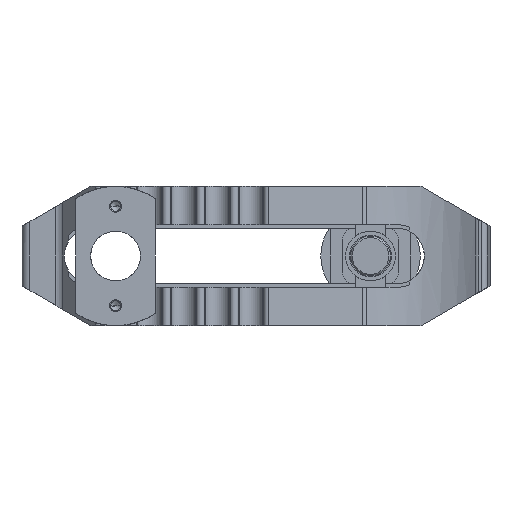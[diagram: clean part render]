
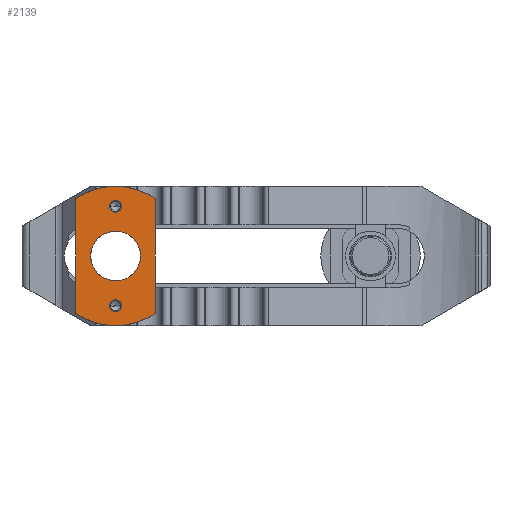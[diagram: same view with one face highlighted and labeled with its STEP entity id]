
A CAD part, front view. The second image highlights one B-rep face of the part: STEP entity #2139.
In plain terms, the highlighted planar face has unit normal (0, -1, 0).
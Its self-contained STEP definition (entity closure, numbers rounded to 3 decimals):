
#1885=VERTEX_POINT('',#5174);
#1951=VERTEX_POINT('',#5245);
#1961=EDGE_CURVE('',#1885,#2943,#5256,.T.);
#1979=EDGE_CURVE('',#3027,#2039,#5276,.T.);
#2029=EDGE_CURVE('',#1951,#2667,#5330,.T.);
#2039=VERTEX_POINT('',#5340);
#2139=ADVANCED_FACE('',(#5450,#5451,#5452,#5453),#5454,.T.);
#2169=VERTEX_POINT('',#5488);
#2327=EDGE_CURVE('',#2943,#2169,#5658,.T.);
#2427=EDGE_CURVE('',#3831,#1885,#5767,.T.);
#2577=EDGE_CURVE('',#3517,#2699,#5932,.T.);
#2667=VERTEX_POINT('',#6035);
#2679=EDGE_CURVE('',#2667,#1951,#6048,.T.);
#2699=VERTEX_POINT('',#6069);
#2827=EDGE_CURVE('',#2699,#3517,#6212,.T.);
#2829=EDGE_CURVE('',#3831,#2169,#6214,.T.);
#2943=VERTEX_POINT('',#6340);
#3027=VERTEX_POINT('',#6429);
#3517=VERTEX_POINT('',#6969);
#3831=VERTEX_POINT('',#7320);
#4395=EDGE_CURVE('',#2039,#3027,#7938,.T.);
#5174=CARTESIAN_POINT('',(20.0,0.0,28.723));
#5245=CARTESIAN_POINT('',(-3.0,0.0,-25.0));
#5256=LINE('',#9046,#9047);
#5276=CIRCLE('',#9070,3.0);
#5330=CIRCLE('',#9163,3.0);
#5340=CARTESIAN_POINT('',(3.0,0.0,25.0));
#5450=FACE_BOUND('',#9330,.T.);
#5451=FACE_BOUND('',#9331,.T.);
#5452=FACE_BOUND('',#9332,.T.);
#5453=FACE_OUTER_BOUND('',#9333,.T.);
#5454=PLANE('',#9334);
#5488=CARTESIAN_POINT('',(-20.0,0.0,-28.723));
#5658=CIRCLE('',#9632,35.0);
#5767=CIRCLE('',#9814,35.0);
#5932=CIRCLE('',#10034,12.5);
#6035=CARTESIAN_POINT('',(3.0,0.,-25.0));
#6048=CIRCLE('',#10194,3.0);
#6069=CARTESIAN_POINT('',(12.5,0.0,0.));
#6212=CIRCLE('',#10422,12.5);
#6214=LINE('',#10425,#10426);
#6340=CARTESIAN_POINT('',(20.0,0.0,-28.723));
#6429=CARTESIAN_POINT('',(-3.0,0.,25.0));
#6969=CARTESIAN_POINT('',(-12.5,0.,0.));
#7320=CARTESIAN_POINT('',(-20.0,0.0,28.723));
#7938=CIRCLE('',#13074,3.0);
#9046=CARTESIAN_POINT('',(20.0,0.,36.0));
#9047=VECTOR('',#14341,1.0);
#9070=AXIS2_PLACEMENT_3D('',#14358,#14359,#14360);
#9163=AXIS2_PLACEMENT_3D('',#14412,#14413,#14414);
#9330=EDGE_LOOP('',(#14557,#14558));
#9331=EDGE_LOOP('',(#14559,#14560));
#9332=EDGE_LOOP('',(#14561,#14562));
#9333=EDGE_LOOP('',(#14563,#14564,#14565,#14566));
#9334=AXIS2_PLACEMENT_3D('',#14567,#14568,#14569);
#9632=AXIS2_PLACEMENT_3D('',#14781,#14782,#14783);
#9814=AXIS2_PLACEMENT_3D('',#14915,#14916,#14917);
#10034=AXIS2_PLACEMENT_3D('',#15090,#15091,#15092);
#10194=AXIS2_PLACEMENT_3D('',#15251,#15252,#15253);
#10422=AXIS2_PLACEMENT_3D('',#15481,#15482,#15483);
#10425=CARTESIAN_POINT('',(-20.0,0.,36.0));
#10426=VECTOR('',#15484,1.0);
#13074=AXIS2_PLACEMENT_3D('',#17478,#17479,#17480);
#14341=DIRECTION('',(0.0,0.,-1.0));
#14358=CARTESIAN_POINT('',(0.0,0.0,25.0));
#14359=DIRECTION('',(0.,1.0,0.));
#14360=DIRECTION('',(1.0,0.,0.));
#14412=CARTESIAN_POINT('',(0.0,0.0,-25.0));
#14413=DIRECTION('',(0.,1.0,0.));
#14414=DIRECTION('',(-1.0,0.,0.));
#14557=ORIENTED_EDGE('',*,*,#2029,.T.);
#14558=ORIENTED_EDGE('',*,*,#2679,.T.);
#14559=ORIENTED_EDGE('',*,*,#4395,.T.);
#14560=ORIENTED_EDGE('',*,*,#1979,.T.);
#14561=ORIENTED_EDGE('',*,*,#2827,.T.);
#14562=ORIENTED_EDGE('',*,*,#2577,.T.);
#14563=ORIENTED_EDGE('',*,*,#2427,.F.);
#14564=ORIENTED_EDGE('',*,*,#2829,.T.);
#14565=ORIENTED_EDGE('',*,*,#2327,.F.);
#14566=ORIENTED_EDGE('',*,*,#1961,.F.);
#14567=CARTESIAN_POINT('',(-20.0,0.,36.0));
#14568=DIRECTION('',(0.,-1.0,0.));
#14569=DIRECTION('',(-1.0,0.,0.));
#14781=CARTESIAN_POINT('',(0.0,0.0,0.0));
#14782=DIRECTION('',(0.,1.0,0.));
#14783=DIRECTION('',(-1.0,0.,0.));
#14915=CARTESIAN_POINT('',(0.0,0.0,0.0));
#14916=DIRECTION('',(0.,1.0,0.));
#14917=DIRECTION('',(-1.0,0.,0.));
#15090=CARTESIAN_POINT('',(0.0,0.0,0.0));
#15091=DIRECTION('',(0.,1.0,0.));
#15092=DIRECTION('',(-1.0,0.,0.));
#15251=CARTESIAN_POINT('',(0.0,0.0,-25.0));
#15252=DIRECTION('',(0.,1.0,0.));
#15253=DIRECTION('',(-1.0,0.,0.));
#15481=CARTESIAN_POINT('',(0.0,0.0,0.0));
#15482=DIRECTION('',(0.,1.0,0.));
#15483=DIRECTION('',(-1.0,0.,0.));
#15484=DIRECTION('',(0.0,0.,-1.0));
#17478=CARTESIAN_POINT('',(0.0,0.0,25.0));
#17479=DIRECTION('',(0.,1.0,0.));
#17480=DIRECTION('',(1.0,0.,0.));
